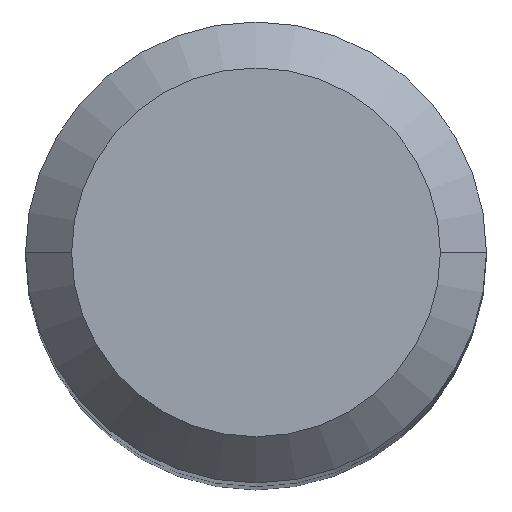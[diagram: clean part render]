
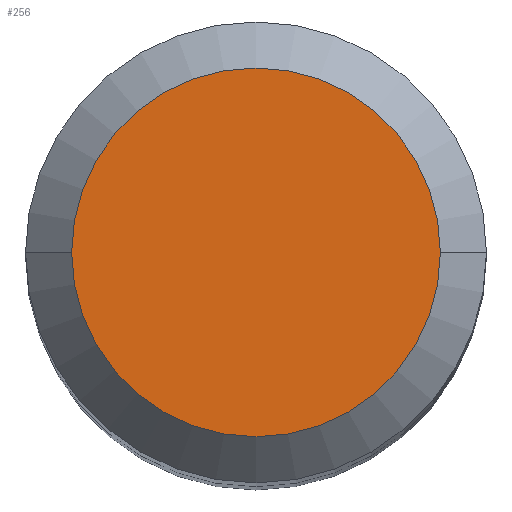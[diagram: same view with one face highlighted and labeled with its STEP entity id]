
A CAD part, top view. The second image highlights one B-rep face of the part: STEP entity #256.
In plain terms, the highlighted planar face has unit normal (0, 0, 1).
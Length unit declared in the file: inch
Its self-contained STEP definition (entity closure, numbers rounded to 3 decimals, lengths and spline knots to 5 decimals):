
#62 = ORIENTED_EDGE ( 'NONE', *, *, #450, .T. ) ;
#77 = CARTESIAN_POINT ( 'NONE',  ( 0.126, 0., 0. ) ) ;
#79 = PLANE ( 'NONE',  #129 ) ;
#90 = CIRCLE ( 'NONE', #229, 0.126 ) ;
#100 = VERTEX_POINT ( 'NONE', #266 ) ;
#113 = CARTESIAN_POINT ( 'NONE',  ( 0., 0., 0. ) ) ;
#125 = VERTEX_POINT ( 'NONE', #77 ) ;
#129 = AXIS2_PLACEMENT_3D ( 'NONE', #113, #416, #225 ) ;
#135 = DIRECTION ( 'NONE',  ( 0., 0., 1. ) ) ;
#185 = EDGE_CURVE ( 'NONE', #100, #125, #218, .T. ) ;
#218 = CIRCLE ( 'NONE', #379, 0.126 ) ;
#225 = DIRECTION ( 'NONE',  ( -1., 0., 0. ) ) ;
#229 = AXIS2_PLACEMENT_3D ( 'NONE', #326, #135, #254 ) ;
#254 = DIRECTION ( 'NONE',  ( 1., 0., 0. ) ) ;
#256 = ADVANCED_FACE ( 'NONE', ( #340 ), #79, .F. ) ;
#266 = CARTESIAN_POINT ( 'NONE',  ( -0.126, 0., 0. ) ) ;
#306 = CARTESIAN_POINT ( 'NONE',  ( 0., 0., 0. ) ) ;
#326 = CARTESIAN_POINT ( 'NONE',  ( 0., 0., 0. ) ) ;
#340 = FACE_OUTER_BOUND ( 'NONE', #357, .T. ) ;
#357 = EDGE_LOOP ( 'NONE', ( #436, #62 ) ) ;
#379 = AXIS2_PLACEMENT_3D ( 'NONE', #306, #411, #448 ) ;
#411 = DIRECTION ( 'NONE',  ( 0., 0., 1. ) ) ;
#416 = DIRECTION ( 'NONE',  ( 0., 0., -1. ) ) ;
#436 = ORIENTED_EDGE ( 'NONE', *, *, #185, .T. ) ;
#448 = DIRECTION ( 'NONE',  ( 1., 0., 0. ) ) ;
#450 = EDGE_CURVE ( 'NONE', #125, #100, #90, .T. ) ;
